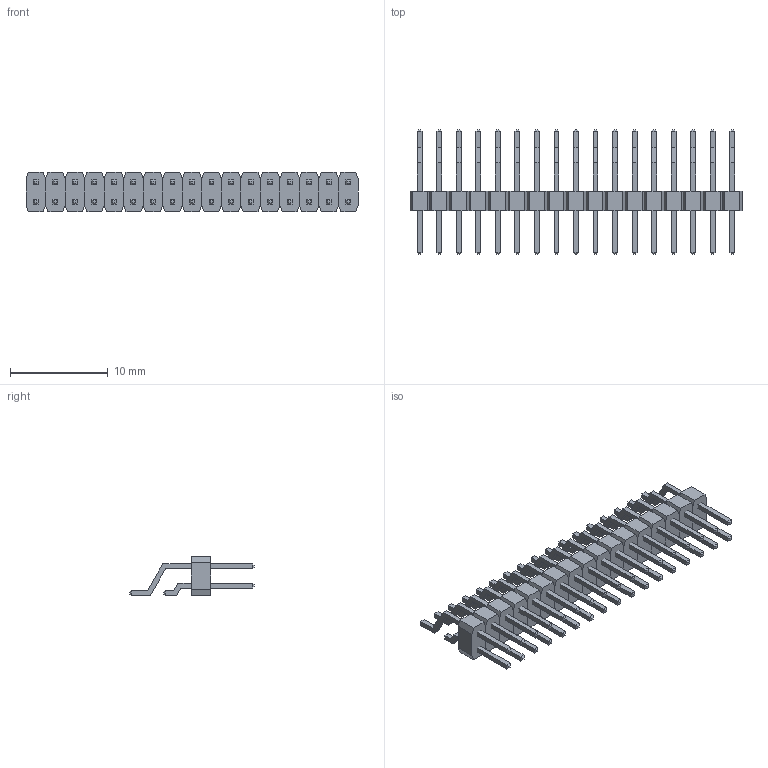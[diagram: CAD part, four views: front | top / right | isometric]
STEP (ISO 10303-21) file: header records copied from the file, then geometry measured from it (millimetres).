
FILE_DESCRIPTION(('FreeCAD Model'),'2;1');
FILE_NAME('3M_header.step','2017-06-06T20:29:51',('Author'),(''), 'Open CASCADE STEP processor 6.8','FreeCAD','Unknown');
FILE_SCHEMA(('AUTOMOTIVE_DESIGN_CC2 { 1 2 10303 214 -1 1 5 4 }'));
Length unit declared in the file: millimetre
Products named in the file (4): ASSEMBLY; Array; Array001; Array002
Assembly tree (3 placements, depth 2):
  ASSEMBLY
    Array
    Array001
    Array002
Bounding box: 34 x 12.75 x 4 mm (x, y, z)
Volume: 362.3 mm3; surface area: 1462.3 mm2
Topology: 51 solids, 51 shells, 782 faces, 1768 edges, 1088 vertices
Faces by surface type: plane 782
Entity records: 44428 total; most frequent: CARTESIAN_POINT 7178, DIRECTION 6876, LINE 5304, VECTOR 5304, ORIENTED_EDGE 3536, PCURVE 3536, DEFINITIONAL_REPRESENTATION 3536, EDGE_CURVE 1768
